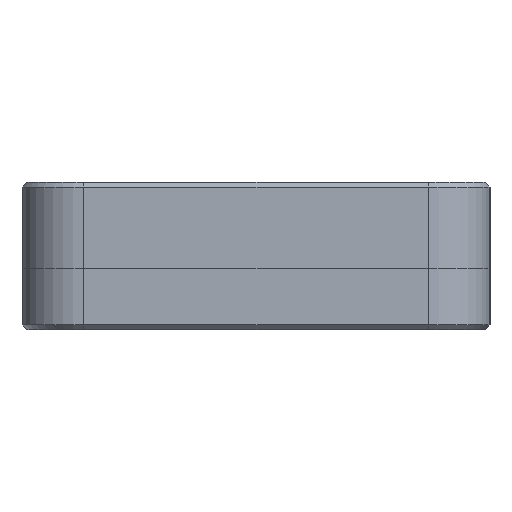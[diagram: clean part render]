
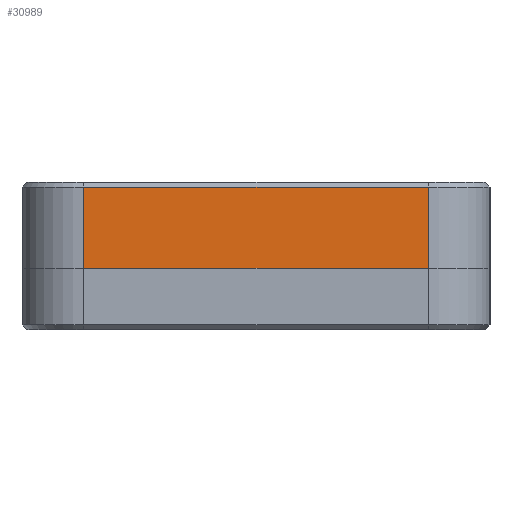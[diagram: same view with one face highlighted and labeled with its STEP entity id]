
A CAD part, left-side view. The second image highlights one B-rep face of the part: STEP entity #30989.
In plain terms, the highlighted planar face has unit normal (-1, 0, 0).
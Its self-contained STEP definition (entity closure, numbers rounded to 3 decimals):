
#3388=FACE_OUTER_BOUND('',#5147,.T.);
#5147=EDGE_LOOP('',(#22938,#22939,#22940,#22941));
#7340=LINE('',#45189,#10248);
#7341=LINE('',#45194,#10249);
#7343=LINE('',#45200,#10251);
#7344=LINE('',#45201,#10252);
#10248=VECTOR('',#35433,10.);
#10249=VECTOR('',#35440,10.);
#10251=VECTOR('',#35446,10.);
#10252=VECTOR('',#35447,10.);
#13199=VERTEX_POINT('',#45183);
#13200=VERTEX_POINT('',#45187);
#13201=VERTEX_POINT('',#45193);
#13203=VERTEX_POINT('',#45199);
#16801=EDGE_CURVE('',#13200,#13199,#7340,.T.);
#16803=EDGE_CURVE('',#13199,#13201,#7341,.T.);
#16806=EDGE_CURVE('',#13200,#13203,#7343,.T.);
#16807=EDGE_CURVE('',#13203,#13201,#7344,.T.);
#22938=ORIENTED_EDGE('',*,*,#16801,.F.);
#22939=ORIENTED_EDGE('',*,*,#16806,.T.);
#22940=ORIENTED_EDGE('',*,*,#16807,.T.);
#22941=ORIENTED_EDGE('',*,*,#16803,.F.);
#29877=PLANE('',#32651);
#30989=ADVANCED_FACE('',(#3388),#29877,.F.);
#32651=AXIS2_PLACEMENT_3D('',#45198,#35444,#35445);
#35433=DIRECTION('',(0.,-1.,0.));
#35440=DIRECTION('',(0.,0.,-1.));
#35444=DIRECTION('center_axis',(1.,0.,0.));
#35445=DIRECTION('ref_axis',(0.,-1.,0.));
#35446=DIRECTION('',(0.,0.,-1.));
#35447=DIRECTION('',(0.,-1.,0.));
#45183=CARTESIAN_POINT('',(-19.,-14.,13.6));
#45187=CARTESIAN_POINT('',(-19.,14.,13.6));
#45189=CARTESIAN_POINT('',(-19.,7.,13.6));
#45193=CARTESIAN_POINT('',(-19.,-14.,7.));
#45194=CARTESIAN_POINT('',(-19.,-14.,14.));
#45198=CARTESIAN_POINT('Origin',(-19.,14.,14.));
#45199=CARTESIAN_POINT('',(-19.,14.,7.));
#45200=CARTESIAN_POINT('',(-19.,14.,14.));
#45201=CARTESIAN_POINT('',(-19.,-14.,7.));
